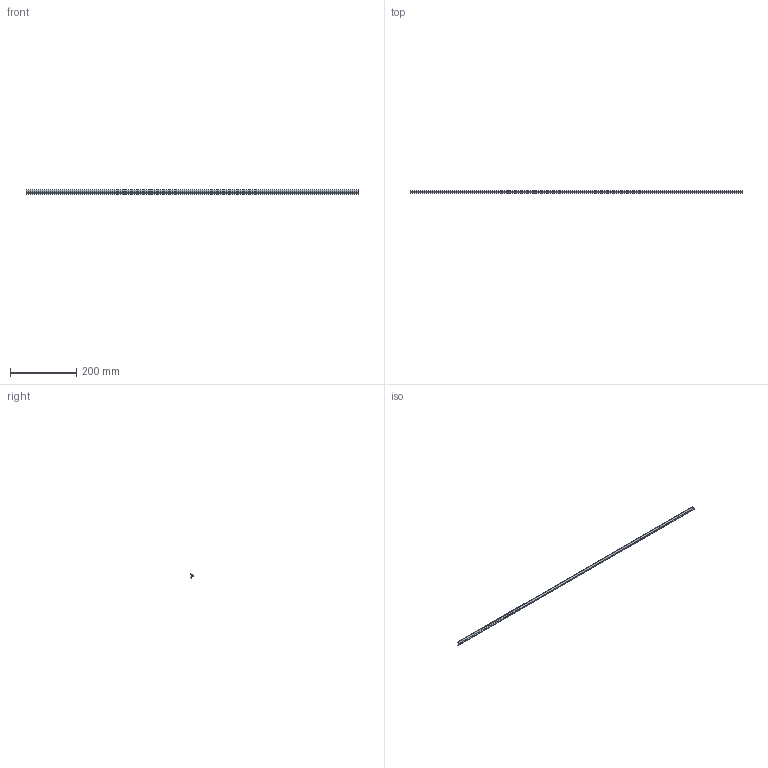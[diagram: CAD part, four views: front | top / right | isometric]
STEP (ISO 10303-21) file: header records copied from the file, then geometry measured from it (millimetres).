
FILE_DESCRIPTION(('STEP AP214'),'1');
FILE_NAME('cctmp_AD203945-3672-455C-B7F2-F5F25FEC6EE8_2020_1_10_11_8_26_365..stp','2020-01-10T10:08:26',('Bosch Rexroth AG'),('CADClick - www.CADClick.com'),'Spatial InterOp 3D',' ','unknown authorization - (Healing Option Enabled)');
FILE_SCHEMA(('AUTOMOTIVE_DESIGN'));
Length unit declared in the file: millimetre
Products named in the file (1): 2020_01_10__11-08-26-365
Bounding box: 1000 x 7.31 x 12.18 mm (x, y, z)
Volume: 22127 mm3; surface area: 37811.8 mm2
Topology: 1 solids, 1 shells, 21 faces, 57 edges, 38 vertices
Faces by surface type: plane 13, cylinder 8
Entity records: 859 total; most frequent: CARTESIAN_POINT 117, DIRECTION 117, ORIENTED_EDGE 114, EDGE_CURVE 57, LINE 41, VECTOR 41, AXIS2_PLACEMENT_3D 38, VERTEX_POINT 38
